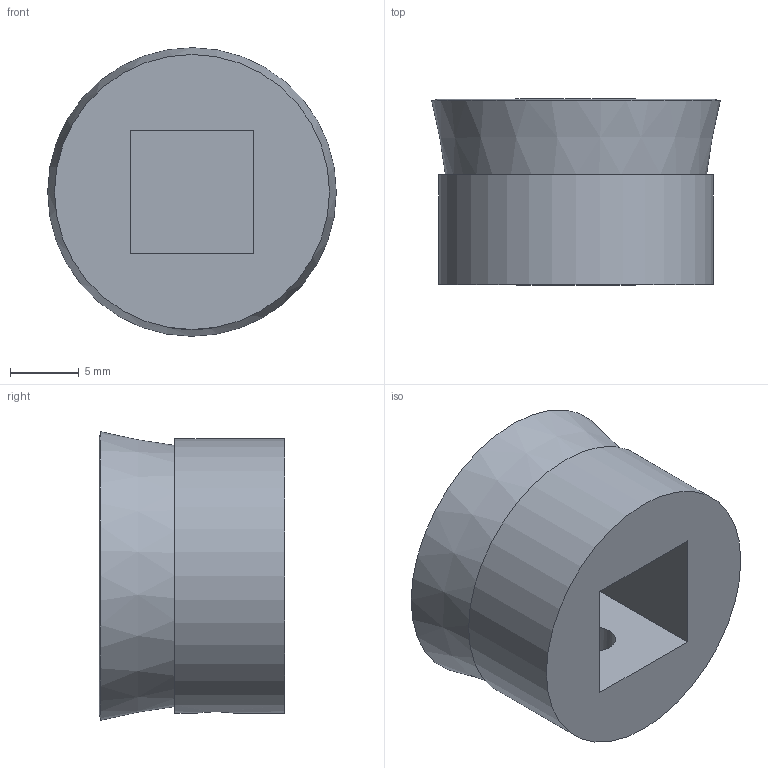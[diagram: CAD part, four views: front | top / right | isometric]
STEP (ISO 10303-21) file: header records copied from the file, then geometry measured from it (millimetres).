
FILE_DESCRIPTION (( 'STEP AP214' ), '1' );
FILE_NAME ('Piston_simple.STEP', '2025-10-03T11:10:24', ( '' ), ( '' ), 'SwSTEP 2.0', 'SolidWorks 2024', '' );
FILE_SCHEMA (( 'AUTOMOTIVE_DESIGN' ));
Length unit declared in the file: millimetre
Products named in the file (1): Piston_simple
Bounding box: 21 x 13.5 x 21 mm (x, y, z)
Volume: 3125.6 mm3; surface area: 3259.2 mm2
Topology: 3 solids, 3 shells, 27 faces, 52 edges, 33 vertices
Faces by surface type: plane 13, cylinder 8, cone 6
Full cylindrical faces by diameter (mm): 3 x2, 16 x3, 17 x1, 19 x1, 20 x1
Entity records: 685 total; most frequent: CARTESIAN_POINT 141, DIRECTION 110, ORIENTED_EDGE 68, EDGE_LOOP 50, AXIS2_PLACEMENT_3D 49, FACE_OUTER_BOUND 35, EDGE_CURVE 34, VERTEX_POINT 30
